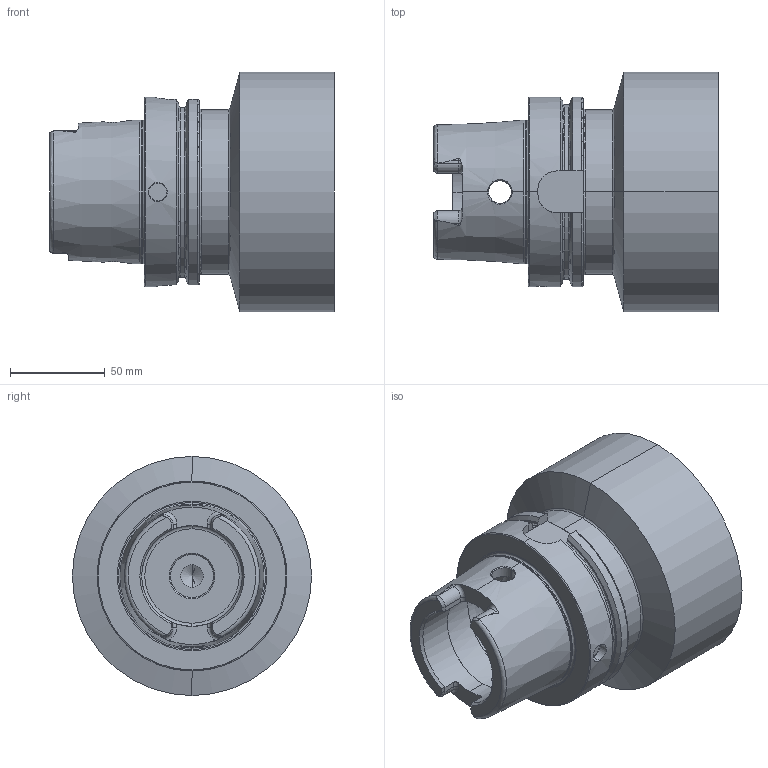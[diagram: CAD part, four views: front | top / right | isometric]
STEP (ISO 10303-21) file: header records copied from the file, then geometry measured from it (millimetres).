
FILE_DESCRIPTION (( 'STEP AP214' ), '1' );
FILE_NAME ('HA0.Ro0.001.100.STEP', '2025-05-06T08:09:56', ( '' ), ( '' ), 'SwSTEP 2.0', 'SolidWorks 2022', '' );
FILE_SCHEMA (( 'AUTOMOTIVE_DESIGN' ));
Length unit declared in the file: millimetre
Products named in the file (1): HA0.Ro0.001.100
Bounding box: 149.9 x 126 x 126 mm (x, y, z)
Volume: 1015184.5 mm3; surface area: 87349.4 mm2
Topology: 1 solids, 1 shells, 159 faces, 412 edges, 253 vertices
Faces by surface type: cylinder 50, plane 38, torus 35, cone 32, bspline 4
Entity records: 6059 total; most frequent: CARTESIAN_POINT 2228, ORIENTED_EDGE 816, DIRECTION 781, EDGE_CURVE 408, AXIS2_PLACEMENT_3D 322, VERTEX_POINT 253, CIRCLE 166, EDGE_LOOP 165
